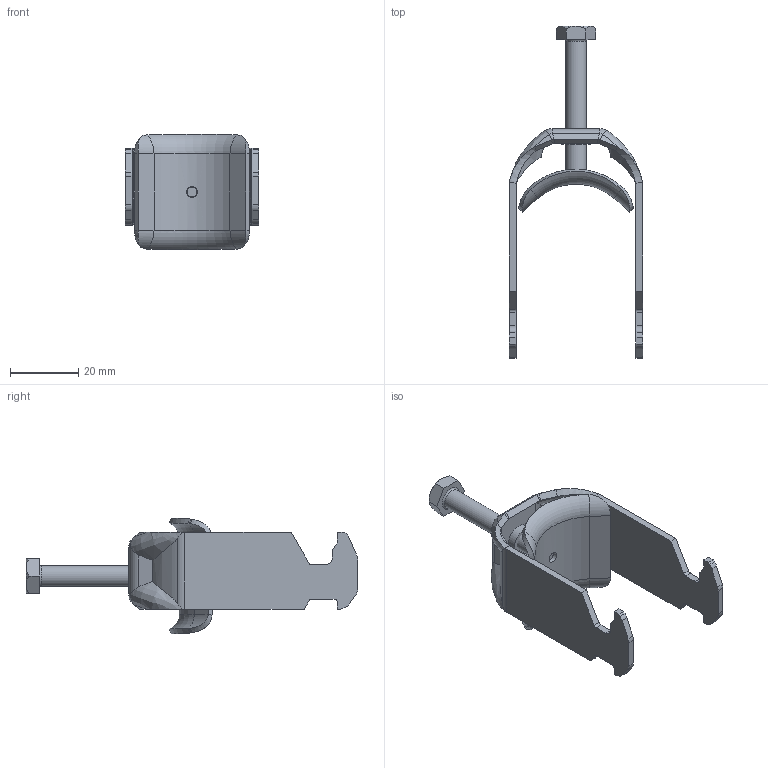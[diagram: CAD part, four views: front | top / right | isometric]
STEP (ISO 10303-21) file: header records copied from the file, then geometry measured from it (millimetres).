
FILE_DESCRIPTION (( 'STEP AP214' ), '1' );
FILE_NAME ('1186029.stp', '2023-11-23T08:19:39', ( '' ), ( '' ), 'SwSTEP 2.0', 'SolidWorks 2022', '' );
FILE_SCHEMA (( 'AUTOMOTIVE_DESIGN' ));
Length unit declared in the file: millimetre
Products named in the file (4): 157095_1Fach; 142951_M6 x 38; 141712_Standard; 1186029
Assembly tree (3 placements, depth 2):
  1186029
    157095_1Fach
    142951_M6 x 38
    141712_Standard
Bounding box: 39 x 97 x 33.76 mm (x, y, z)
Volume: 9934.7 mm3; surface area: 11265 mm2
Topology: 3 solids, 3 shells, 202 faces, 508 edges, 313 vertices
Faces by surface type: plane 85, bspline 52, cylinder 50, cone 6, torus 5, sphere 4
Full cylindrical faces by diameter (mm): 2.9 x1, 3.1 x1, 4.2 x1, 6 x1, 8.2 x2
Entity records: 16500 total; most frequent: CARTESIAN_POINT 12111, ORIENTED_EDGE 978, DIRECTION 692, EDGE_CURVE 489, VERTEX_POINT 309, AXIS2_PLACEMENT_3D 241, EDGE_LOOP 222, FACE_OUTER_BOUND 211
